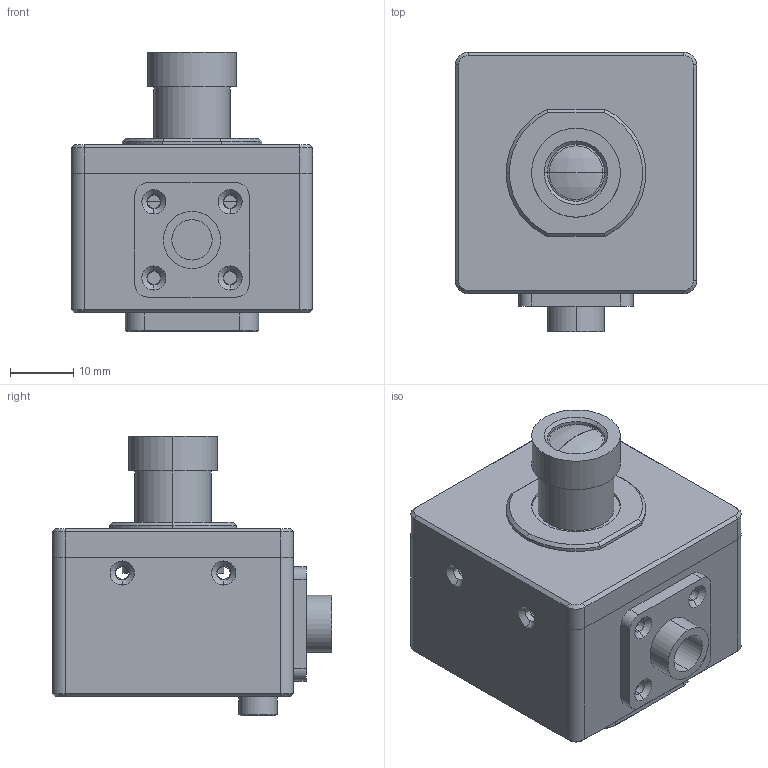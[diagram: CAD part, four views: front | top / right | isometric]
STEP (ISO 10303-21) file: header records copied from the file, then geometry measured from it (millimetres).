
FILE_DESCRIPTION (( 'STEP AP214' ), '1' );
FILE_NAME ('B0497C.STEP', '2024-02-06T08:12:08', ( '' ), ( '' ), 'SwSTEP 2.0', 'SolidWorks 2021', '' );
FILE_SCHEMA (( 'AUTOMOTIVE_DESIGN' ));
Length unit declared in the file: millimetre
Products named in the file (5): B0497C; uvc3.0B0497; ヶ裔; 綴裔; 三脚架安装盖
Assembly tree (4 placements, depth 2):
  B0497C
    綴裔
    ヶ裔
    uvc3.0B0497
    三脚架安装盖
Bounding box: 38 x 44 x 44.1 mm (x, y, z)
Volume: 25397.1 mm3; surface area: 25633.7 mm2
Topology: 19 solids, 19 shells, 367 faces, 881 edges, 576 vertices
Faces by surface type: cylinder 197, plane 134, cone 32, sphere 4
Entity records: 13252 total; most frequent: DIRECTION 2071, CARTESIAN_POINT 1843, ORIENTED_EDGE 1762, EDGE_CURVE 881, AXIS2_PLACEMENT_3D 820, VERTEX_POINT 576, EDGE_LOOP 477, CIRCLE 446
